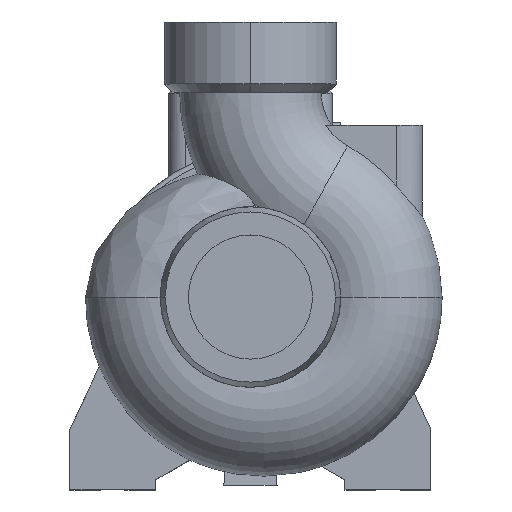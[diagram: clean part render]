
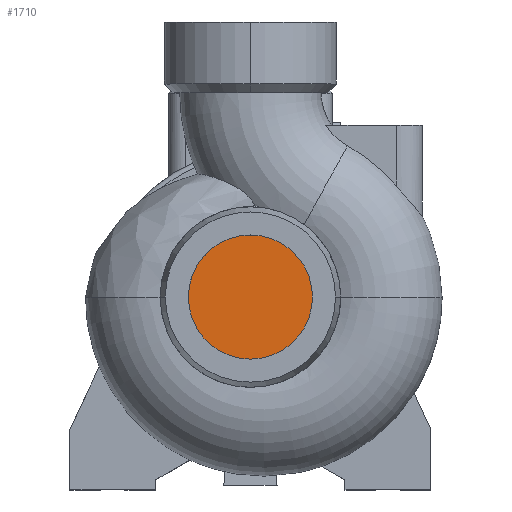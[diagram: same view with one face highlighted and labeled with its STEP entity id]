
A CAD part, top view. The second image highlights one B-rep face of the part: STEP entity #1710.
In plain terms, the highlighted planar face has unit normal (0, 0, 1).
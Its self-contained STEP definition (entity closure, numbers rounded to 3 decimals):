
#619 = DIRECTION ( 'NONE',  ( 1., 0., 0. ) ) ;
#1163 = DIRECTION ( 'NONE',  ( -1., 0., 0. ) ) ;
#1710 = ADVANCED_FACE ( 'NONE', ( #5032 ), #8598, .F. ) ;
#3015 = VERTEX_POINT ( 'NONE', #11881 ) ;
#3108 = CARTESIAN_POINT ( 'NONE',  ( 0., 0., 57.5 ) ) ;
#3345 = CIRCLE ( 'NONE', #6524, 36.1 ) ;
#4572 = AXIS2_PLACEMENT_3D ( 'NONE', #3108, #8671, #10596 ) ;
#5032 = FACE_OUTER_BOUND ( 'NONE', #8571, .T. ) ;
#5245 = DIRECTION ( 'NONE',  ( 0., 0., 1. ) ) ;
#5731 = DIRECTION ( 'NONE',  ( 0., 0., -1. ) ) ;
#5907 = CARTESIAN_POINT ( 'NONE',  ( 0., 36.1, 57.5 ) ) ;
#6524 = AXIS2_PLACEMENT_3D ( 'NONE', #9169, #5245, #619 ) ;
#6980 = EDGE_CURVE ( 'NONE', #3015, #12200, #3345, .T. ) ;
#8217 = EDGE_CURVE ( 'NONE', #12200, #3015, #8346, .T. ) ;
#8346 = CIRCLE ( 'NONE', #4572, 36.1 ) ;
#8571 = EDGE_LOOP ( 'NONE', ( #9292, #9333 ) ) ;
#8598 = PLANE ( 'NONE',  #10445 ) ;
#8671 = DIRECTION ( 'NONE',  ( 0., 0., 1. ) ) ;
#9169 = CARTESIAN_POINT ( 'NONE',  ( 0., 0., 57.5 ) ) ;
#9292 = ORIENTED_EDGE ( 'NONE', *, *, #8217, .T. ) ;
#9333 = ORIENTED_EDGE ( 'NONE', *, *, #6980, .T. ) ;
#10445 = AXIS2_PLACEMENT_3D ( 'NONE', #5907, #5731, #1163 ) ;
#10596 = DIRECTION ( 'NONE',  ( 1., 0., 0. ) ) ;
#11433 = CARTESIAN_POINT ( 'NONE',  ( 36.1, 0., 57.5 ) ) ;
#11881 = CARTESIAN_POINT ( 'NONE',  ( -36.1, 0., 57.5 ) ) ;
#12200 = VERTEX_POINT ( 'NONE', #11433 ) ;
